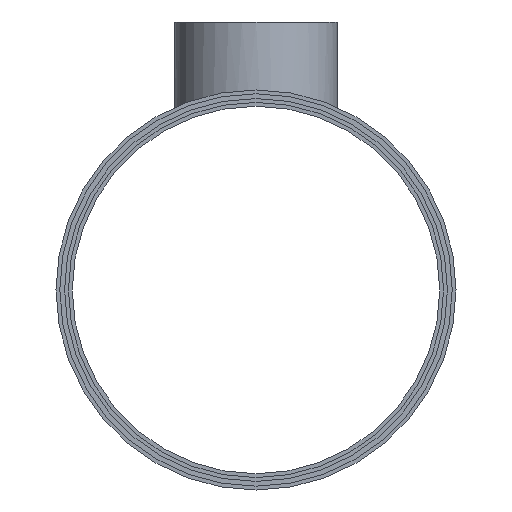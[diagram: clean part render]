
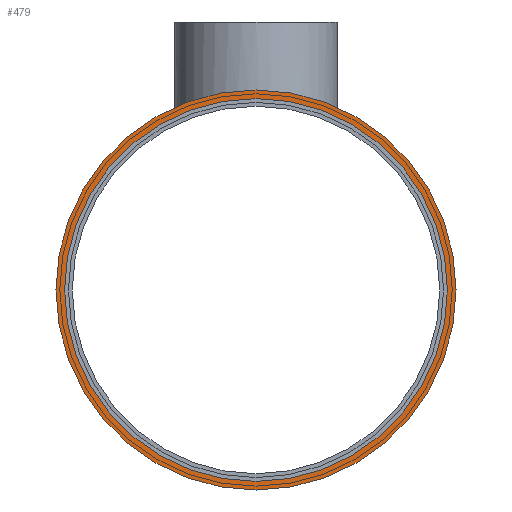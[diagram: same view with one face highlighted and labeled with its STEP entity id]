
A CAD part, front view. The second image highlights one B-rep face of the part: STEP entity #479.
In plain terms, the highlighted planar face has unit normal (0, -1, 0).
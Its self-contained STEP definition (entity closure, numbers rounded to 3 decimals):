
#172 = VERTEX_POINT ( 'NONE', #1323 ) ;
#174 = EDGE_CURVE ( 'NONE', #175, #172, #1322, .T. ) ;
#175 = VERTEX_POINT ( 'NONE', #1317 ) ;
#181 = VERTEX_POINT ( 'NONE', #1311 ) ;
#237 = EDGE_CURVE ( 'NONE', #181, #238, #1493, .T. ) ;
#238 = VERTEX_POINT ( 'NONE', #1488 ) ;
#479 = ADVANCED_FACE ( 'NONE', ( #1908, #1907 ), #1906, .T. ) ;
#480 = EDGE_LOOP ( 'NONE', ( #481, #482 ) ) ;
#481 = ORIENTED_EDGE ( 'NONE', *, *, #174, .T. ) ;
#482 = ORIENTED_EDGE ( 'NONE', *, *, #483, .T. ) ;
#483 = EDGE_CURVE ( 'NONE', #172, #175, #1900, .T. ) ;
#484 = EDGE_LOOP ( 'NONE', ( #485, #486 ) ) ;
#485 = ORIENTED_EDGE ( 'NONE', *, *, #237, .F. ) ;
#486 = ORIENTED_EDGE ( 'NONE', *, *, #502, .F. ) ;
#502 = EDGE_CURVE ( 'NONE', #238, #181, #1937, .T. ) ;
#1311 = CARTESIAN_POINT ( 'NONE',  ( 0., 50., -100. ) ) ;
#1317 = CARTESIAN_POINT ( 'NONE',  ( 0., 50., -104.5 ) ) ;
#1318 = DIRECTION ( 'NONE',  ( 0., 0., -1. ) ) ;
#1319 = DIRECTION ( 'NONE',  ( 0., -1., 0. ) ) ;
#1320 = CARTESIAN_POINT ( 'NONE',  ( 0., 50., 0. ) ) ;
#1321 = AXIS2_PLACEMENT_3D ( 'NONE', #1320, #1319, #1318 ) ;
#1322 = CIRCLE ( 'NONE', #1321, 104.5 ) ;
#1323 = CARTESIAN_POINT ( 'NONE',  ( 0., 50., 104.5 ) ) ;
#1488 = CARTESIAN_POINT ( 'NONE',  ( 0., 50., 100. ) ) ;
#1489 = DIRECTION ( 'NONE',  ( 0., 0., -1. ) ) ;
#1490 = DIRECTION ( 'NONE',  ( 0., -1., 0. ) ) ;
#1491 = CARTESIAN_POINT ( 'NONE',  ( 0., 50., 0. ) ) ;
#1492 = AXIS2_PLACEMENT_3D ( 'NONE', #1491, #1490, #1489 ) ;
#1493 = CIRCLE ( 'NONE', #1492, 100. ) ;
#1897 = DIRECTION ( 'NONE',  ( 0., 0., -1. ) ) ;
#1898 = DIRECTION ( 'NONE',  ( 0., -1., 0. ) ) ;
#1899 = AXIS2_PLACEMENT_3D ( 'NONE', #1904, #1898, #1897 ) ;
#1900 = CIRCLE ( 'NONE', #1899, 104.5 ) ;
#1901 = DIRECTION ( 'NONE',  ( 0., 0., -1. ) ) ;
#1902 = DIRECTION ( 'NONE',  ( 0., -1., 0. ) ) ;
#1903 = AXIS2_PLACEMENT_3D ( 'NONE', #1905, #1902, #1901 ) ;
#1904 = CARTESIAN_POINT ( 'NONE',  ( 0., 50., 0. ) ) ;
#1905 = CARTESIAN_POINT ( 'NONE',  ( 0., 50., 100. ) ) ;
#1906 = PLANE ( 'NONE',  #1903 ) ;
#1907 = FACE_BOUND ( 'NONE', #484, .T. ) ;
#1908 = FACE_OUTER_BOUND ( 'NONE', #480, .T. ) ;
#1933 = DIRECTION ( 'NONE',  ( 0., 0., -1. ) ) ;
#1934 = DIRECTION ( 'NONE',  ( 0., -1., 0. ) ) ;
#1935 = CARTESIAN_POINT ( 'NONE',  ( 0., 50., 0. ) ) ;
#1936 = AXIS2_PLACEMENT_3D ( 'NONE', #1935, #1934, #1933 ) ;
#1937 = CIRCLE ( 'NONE', #1936, 100. ) ;
